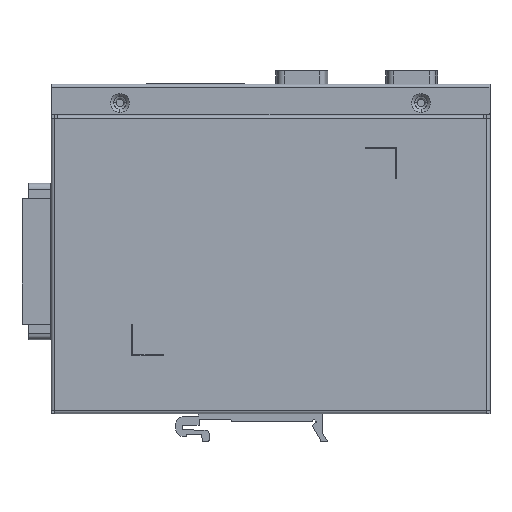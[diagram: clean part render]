
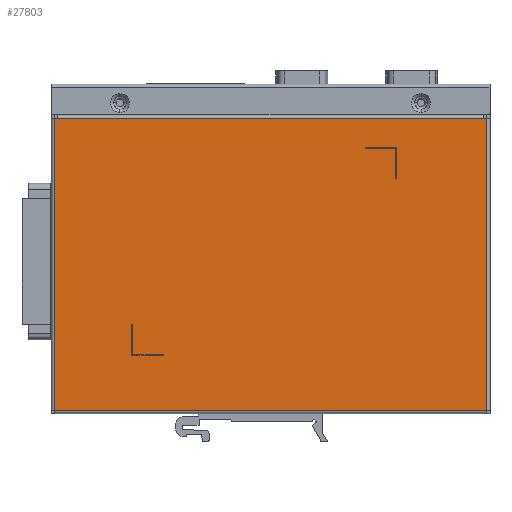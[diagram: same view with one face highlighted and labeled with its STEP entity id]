
A CAD part, front view. The second image highlights one B-rep face of the part: STEP entity #27803.
In plain terms, the highlighted planar face has unit normal (0, -1, 0).
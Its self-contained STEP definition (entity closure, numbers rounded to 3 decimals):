
#24266=DIRECTION('',(0.,0.,-1.));
#24267=VECTOR('',#24266,93.14);
#24268=CARTESIAN_POINT('',(70.,-9.8,30.6));
#24269=LINE('',#24268,#24267);
#24270=DIRECTION('',(-1.,0.,0.));
#24271=VECTOR('',#24270,138.);
#24272=CARTESIAN_POINT('',(70.,-9.8,-62.54));
#24273=LINE('',#24272,#24271);
#24274=DIRECTION('',(-1.,0.,0.));
#24275=VECTOR('',#24274,136.);
#24276=CARTESIAN_POINT('',(69.,-9.8,30.6));
#24277=LINE('',#24276,#24275);
#24412=DIRECTION('',(-1.,0.,0.));
#24413=VECTOR('',#24412,1.);
#24414=CARTESIAN_POINT('',(70.,-9.8,30.6));
#24415=LINE('',#24414,#24413);
#24491=DIRECTION('',(-1.,0.,0.));
#24492=VECTOR('',#24491,1.);
#24493=CARTESIAN_POINT('',(-67.,-9.8,30.6));
#24494=LINE('',#24493,#24492);
#24504=DIRECTION('',(0.,0.,-1.));
#24505=VECTOR('',#24504,93.14);
#24506=CARTESIAN_POINT('',(-68.,-9.8,30.6));
#24507=LINE('',#24506,#24505);
#25596=DIRECTION('',(1.,0.,0.));
#25597=VECTOR('',#25596,10.);
#25598=CARTESIAN_POINT('',(31.2,-9.8,21.348));
#25599=LINE('',#25598,#25597);
#25600=DIRECTION('',(0.,0.,-1.));
#25601=VECTOR('',#25600,10.);
#25602=CARTESIAN_POINT('',(41.2,-9.8,21.348));
#25603=LINE('',#25602,#25601);
#25608=DIRECTION('',(-1.,0.,0.));
#25609=VECTOR('',#25608,0.3);
#25610=CARTESIAN_POINT('',(41.2,-9.8,11.348));
#25611=LINE('',#25610,#25609);
#25616=DIRECTION('',(0.,0.,1.));
#25617=VECTOR('',#25616,9.688);
#25618=CARTESIAN_POINT('',(40.9,-9.8,11.348));
#25619=LINE('',#25618,#25617);
#25624=DIRECTION('',(-1.,0.,0.));
#25625=VECTOR('',#25624,9.7);
#25626=CARTESIAN_POINT('',(40.9,-9.8,21.036));
#25627=LINE('',#25626,#25625);
#25632=DIRECTION('',(0.,0.,1.));
#25633=VECTOR('',#25632,0.312);
#25634=CARTESIAN_POINT('',(31.2,-9.8,21.036));
#25635=LINE('',#25634,#25633);
#25668=DIRECTION('',(0.,0.,-1.));
#25669=VECTOR('',#25668,0.3);
#25670=CARTESIAN_POINT('',(-33.2,-9.8,-44.74));
#25671=LINE('',#25670,#25669);
#25676=DIRECTION('',(-1.,0.,0.));
#25677=VECTOR('',#25676,10.);
#25678=CARTESIAN_POINT('',(-33.2,-9.8,-45.04));
#25679=LINE('',#25678,#25677);
#25688=DIRECTION('',(0.,0.,1.));
#25689=VECTOR('',#25688,10.);
#25690=CARTESIAN_POINT('',(-43.2,-9.8,-45.04));
#25691=LINE('',#25690,#25689);
#25700=DIRECTION('',(1.,0.,0.));
#25701=VECTOR('',#25700,0.3);
#25702=CARTESIAN_POINT('',(-43.2,-9.8,-35.04));
#25703=LINE('',#25702,#25701);
#25712=DIRECTION('',(0.,0.,-1.));
#25713=VECTOR('',#25712,9.7);
#25714=CARTESIAN_POINT('',(-42.9,-9.8,-35.04));
#25715=LINE('',#25714,#25713);
#25724=DIRECTION('',(1.,0.,0.));
#25725=VECTOR('',#25724,9.7);
#25726=CARTESIAN_POINT('',(-42.9,-9.8,-44.74));
#25727=LINE('',#25726,#25725);
#26662=CARTESIAN_POINT('',(70.,-9.8,-62.54));
#26663=VERTEX_POINT('',#26662);
#26664=CARTESIAN_POINT('',(-68.,-9.8,-62.54));
#26665=VERTEX_POINT('',#26664);
#26722=CARTESIAN_POINT('',(70.,-9.8,30.6));
#26723=VERTEX_POINT('',#26722);
#26726=CARTESIAN_POINT('',(69.,-9.8,30.6));
#26727=VERTEX_POINT('',#26726);
#26728=CARTESIAN_POINT('',(-67.,-9.8,30.6));
#26729=CARTESIAN_POINT('',(-68.,-9.8,30.6));
#26730=VERTEX_POINT('',#26728);
#26731=VERTEX_POINT('',#26729);
#26732=CARTESIAN_POINT('',(31.2,-9.8,21.348));
#26733=CARTESIAN_POINT('',(41.2,-9.8,21.348));
#26734=VERTEX_POINT('',#26732);
#26735=VERTEX_POINT('',#26733);
#26736=CARTESIAN_POINT('',(31.2,-9.8,21.036));
#26737=VERTEX_POINT('',#26736);
#26738=CARTESIAN_POINT('',(40.9,-9.8,21.036));
#26739=VERTEX_POINT('',#26738);
#26740=CARTESIAN_POINT('',(40.9,-9.8,11.348));
#26741=VERTEX_POINT('',#26740);
#26742=CARTESIAN_POINT('',(41.2,-9.8,11.348));
#26743=VERTEX_POINT('',#26742);
#26744=CARTESIAN_POINT('',(-33.2,-9.8,-44.74));
#26745=CARTESIAN_POINT('',(-33.2,-9.8,-45.04));
#26746=VERTEX_POINT('',#26744);
#26747=VERTEX_POINT('',#26745);
#26748=CARTESIAN_POINT('',(-42.9,-9.8,-44.74));
#26749=VERTEX_POINT('',#26748);
#26750=CARTESIAN_POINT('',(-42.9,-9.8,-35.04));
#26751=VERTEX_POINT('',#26750);
#26752=CARTESIAN_POINT('',(-43.2,-9.8,-35.04));
#26753=VERTEX_POINT('',#26752);
#26754=CARTESIAN_POINT('',(-43.2,-9.8,-45.04));
#26755=VERTEX_POINT('',#26754);
#27758=CARTESIAN_POINT('',(1.,-9.8,-15.97));
#27759=DIRECTION('',(0.,1.,0.));
#27760=DIRECTION('',(-1.,0.,0.));
#27761=AXIS2_PLACEMENT_3D('',#27758,#27759,#27760);
#27762=PLANE('',#27761);
#27764=ORIENTED_EDGE('',*,*,#27763,.F.);
#27766=ORIENTED_EDGE('',*,*,#27765,.F.);
#27767=ORIENTED_EDGE('',*,*,#27749,.T.);
#27768=ORIENTED_EDGE('',*,*,#27439,.T.);
#27770=ORIENTED_EDGE('',*,*,#27769,.F.);
#27772=ORIENTED_EDGE('',*,*,#27771,.F.);
#27773=EDGE_LOOP('',(#27764,#27766,#27767,#27768,#27770,#27772));
#27774=FACE_OUTER_BOUND('',#27773,.F.);
#27776=ORIENTED_EDGE('',*,*,#27775,.F.);
#27778=ORIENTED_EDGE('',*,*,#27777,.F.);
#27780=ORIENTED_EDGE('',*,*,#27779,.F.);
#27782=ORIENTED_EDGE('',*,*,#27781,.F.);
#27784=ORIENTED_EDGE('',*,*,#27783,.F.);
#27786=ORIENTED_EDGE('',*,*,#27785,.F.);
#27787=EDGE_LOOP('',(#27776,#27778,#27780,#27782,#27784,#27786));
#27788=FACE_BOUND('',#27787,.F.);
#27790=ORIENTED_EDGE('',*,*,#27789,.F.);
#27792=ORIENTED_EDGE('',*,*,#27791,.F.);
#27794=ORIENTED_EDGE('',*,*,#27793,.F.);
#27796=ORIENTED_EDGE('',*,*,#27795,.F.);
#27798=ORIENTED_EDGE('',*,*,#27797,.F.);
#27800=ORIENTED_EDGE('',*,*,#27799,.F.);
#27801=EDGE_LOOP('',(#27790,#27792,#27794,#27796,#27798,#27800));
#27802=FACE_BOUND('',#27801,.F.);
#27803=ADVANCED_FACE('',(#27774,#27788,#27802),#27762,.F.);
#27439=EDGE_CURVE('',#26663,#26665,#24273,.T.);
#27749=EDGE_CURVE('',#26723,#26663,#24269,.T.);
#27763=EDGE_CURVE('',#26727,#26730,#24277,.T.);
#27765=EDGE_CURVE('',#26723,#26727,#24415,.T.);
#27769=EDGE_CURVE('',#26731,#26665,#24507,.T.);
#27771=EDGE_CURVE('',#26730,#26731,#24494,.T.);
#27775=EDGE_CURVE('',#26734,#26735,#25599,.T.);
#27777=EDGE_CURVE('',#26737,#26734,#25635,.T.);
#27779=EDGE_CURVE('',#26739,#26737,#25627,.T.);
#27781=EDGE_CURVE('',#26741,#26739,#25619,.T.);
#27783=EDGE_CURVE('',#26743,#26741,#25611,.T.);
#27785=EDGE_CURVE('',#26735,#26743,#25603,.T.);
#27789=EDGE_CURVE('',#26746,#26747,#25671,.T.);
#27791=EDGE_CURVE('',#26749,#26746,#25727,.T.);
#27793=EDGE_CURVE('',#26751,#26749,#25715,.T.);
#27795=EDGE_CURVE('',#26753,#26751,#25703,.T.);
#27797=EDGE_CURVE('',#26755,#26753,#25691,.T.);
#27799=EDGE_CURVE('',#26747,#26755,#25679,.T.);
